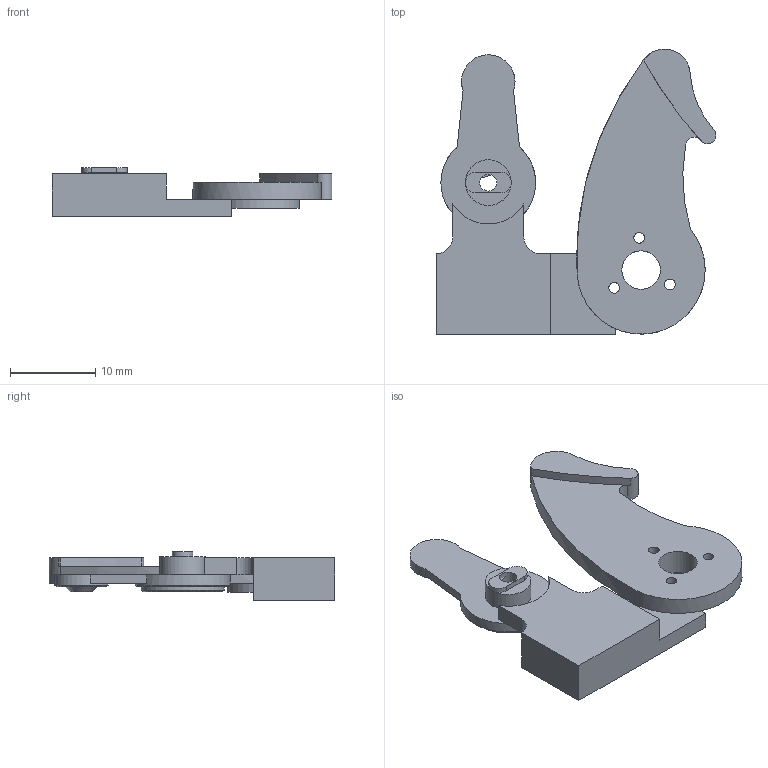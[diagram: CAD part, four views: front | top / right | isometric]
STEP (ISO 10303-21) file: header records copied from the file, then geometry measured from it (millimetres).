
FILE_DESCRIPTION(/* description */ (''),/* implementation_level */ '2;1');
FILE_NAME(/* name */ 'Levers.step',/* time_stamp */ '2025-06-29T09:15:43+03:00',/* author */ (''),/* organization */ (''),/* preprocessor_version */ 'ST-DEVELOPER v20.1',/* originating_system */ 'Autodesk Translation Framework v14.4.0.0',/* authorisation */ '');
FILE_SCHEMA (('AUTOMOTIVE_DESIGN { 1 0 10303 214 3 1 1 }'));
Length unit declared in the file: millimetre
Products named in the file (1): Power Lever
Bounding box: 32.77 x 33.47 x 5.72 mm (x, y, z)
Volume: 1846.9 mm3; surface area: 2226.6 mm2
Topology: 1 solids, 1 shells, 64 faces, 152 edges, 96 vertices
Faces by surface type: plane 33, cylinder 27, cone 4
Full cylindrical faces by diameter (mm): 1.25 x3, 2 x1, 3.9 x1, 4.5 x1, 5.36 x1, 6.26 x1, 9.7 x1, 9.9 x1, 11.1 x1, 12.2 x1, 13 x1
Entity records: 1916 total; most frequent: DIRECTION 357, CARTESIAN_POINT 313, ORIENTED_EDGE 304, EDGE_CURVE 152, AXIS2_PLACEMENT_3D 140, VERTEX_POINT 96, EDGE_LOOP 80, LINE 77
